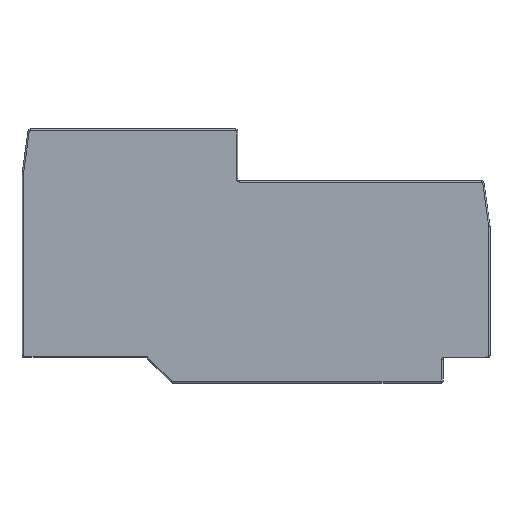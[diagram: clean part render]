
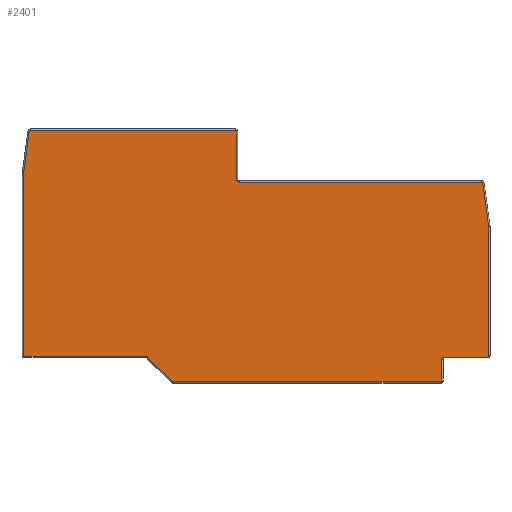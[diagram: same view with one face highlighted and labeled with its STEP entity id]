
A CAD part, top view. The second image highlights one B-rep face of the part: STEP entity #2401.
In plain terms, the highlighted planar face has unit normal (0, 0, 1).
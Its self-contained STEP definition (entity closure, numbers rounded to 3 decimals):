
#571=CARTESIAN_POINT('',(21.1,4.1,1.5));
#592=DIRECTION('',(1.,0.,0.));
#593=VECTOR('',#592,0.2);
#594=CARTESIAN_POINT('',(27.85,4.3,1.5));
#595=LINE('',#594,#593);
#596=DIRECTION('',(0.,-1.,0.));
#597=VECTOR('',#596,0.2);
#598=CARTESIAN_POINT('',(27.85,4.3,1.5));
#599=LINE('',#598,#597);
#600=DIRECTION('',(-1.,0.,0.));
#601=VECTOR('',#600,6.75);
#602=CARTESIAN_POINT('',(27.85,4.1,1.5));
#603=LINE('',#602,#601);
#604=CARTESIAN_POINT('',(21.5,3.8,1.5));
#605=DIRECTION('',(0.,0.,-1.));
#606=DIRECTION('',(-1.,0.,0.));
#607=AXIS2_PLACEMENT_3D('',#604,#605,#606);
#609=DIRECTION('',(0.,1.,0.));
#610=VECTOR('',#609,3.3);
#611=CARTESIAN_POINT('',(21.,0.5,1.5));
#612=LINE('',#611,#610);
#613=CARTESIAN_POINT('',(20.9,0.5,1.5));
#614=DIRECTION('',(0.,0.,1.));
#615=DIRECTION('',(0.,-1.,0.));
#616=AXIS2_PLACEMENT_3D('',#613,#614,#615);
#618=DIRECTION('',(1.,0.,0.));
#619=VECTOR('',#618,40.9);
#620=CARTESIAN_POINT('',(-20.,0.4,1.5));
#621=LINE('',#620,#619);
#622=CARTESIAN_POINT('',(-20.,0.5,1.5));
#623=DIRECTION('',(0.,0.,1.));
#624=DIRECTION('',(-0.707,-0.707,0.));
#625=AXIS2_PLACEMENT_3D('',#622,#623,#624);
#627=DIRECTION('',(0.707,-0.707,0.));
#628=VECTOR('',#627,5.267);
#629=CARTESIAN_POINT('',(-23.795,4.154,1.5));
#630=LINE('',#629,#628);
#631=CARTESIAN_POINT('',(-24.149,3.8,1.5));
#632=DIRECTION('',(0.,0.,-1.));
#633=DIRECTION('',(0.,1.,0.));
#634=AXIS2_PLACEMENT_3D('',#631,#632,#633);
#636=DIRECTION('',(1.,0.,0.));
#637=VECTOR('',#636,18.501);
#638=CARTESIAN_POINT('',(-42.65,4.3,1.5));
#639=LINE('',#638,#637);
#640=CARTESIAN_POINT('',(-42.65,4.4,1.5));
#641=DIRECTION('',(0.,0.,1.));
#642=DIRECTION('',(-1.,0.,0.));
#643=AXIS2_PLACEMENT_3D('',#640,#641,#642);
#645=DIRECTION('',(0.,-1.,0.));
#646=VECTOR('',#645,27.6);
#647=CARTESIAN_POINT('',(-42.75,32.,1.5));
#648=LINE('',#647,#646);
#649=CARTESIAN_POINT('',(-42.65,32.,1.5));
#650=DIRECTION('',(0.,0.,1.));
#651=DIRECTION('',(-0.99,0.139,0.));
#652=AXIS2_PLACEMENT_3D('',#649,#650,#651);
#654=DIRECTION('',(-0.139,-0.99,0.));
#655=VECTOR('',#654,6.665);
#656=CARTESIAN_POINT('',(-41.821,38.614,1.5));
#657=LINE('',#656,#655);
#658=CARTESIAN_POINT('',(-41.722,38.6,1.5));
#659=DIRECTION('',(0.,0.,1.));
#660=DIRECTION('',(0.,1.,0.));
#661=AXIS2_PLACEMENT_3D('',#658,#659,#660);
#663=DIRECTION('',(-1.,0.,0.));
#664=VECTOR('',#663,31.322);
#665=CARTESIAN_POINT('',(-10.4,38.7,1.5));
#666=LINE('',#665,#664);
#667=CARTESIAN_POINT('',(-10.4,38.6,1.5));
#668=DIRECTION('',(0.,0.,1.));
#669=DIRECTION('',(1.,0.,0.));
#670=AXIS2_PLACEMENT_3D('',#667,#668,#669);
#672=DIRECTION('',(0.,1.,0.));
#673=VECTOR('',#672,7.3);
#674=CARTESIAN_POINT('',(-10.3,31.3,1.5));
#675=LINE('',#674,#673);
#676=CARTESIAN_POINT('',(-9.8,31.3,1.5));
#677=DIRECTION('',(0.,0.,-1.));
#678=DIRECTION('',(0.,-1.,0.));
#679=AXIS2_PLACEMENT_3D('',#676,#677,#678);
#681=DIRECTION('',(-1.,0.,0.));
#682=VECTOR('',#681,36.922);
#683=CARTESIAN_POINT('',(27.122,30.8,1.5));
#684=LINE('',#683,#682);
#685=CARTESIAN_POINT('',(27.122,30.7,1.5));
#686=DIRECTION('',(0.,0.,1.));
#687=DIRECTION('',(0.99,0.139,0.));
#688=AXIS2_PLACEMENT_3D('',#685,#686,#687);
#690=DIRECTION('',(-0.139,0.99,0.));
#691=VECTOR('',#690,6.665);
#692=CARTESIAN_POINT('',(28.149,24.114,1.5));
#693=LINE('',#692,#691);
#694=CARTESIAN_POINT('',(28.05,24.1,1.5));
#695=DIRECTION('',(0.,0.,1.));
#696=DIRECTION('',(1.,0.,0.));
#697=AXIS2_PLACEMENT_3D('',#694,#695,#696);
#699=DIRECTION('',(0.,1.,0.));
#700=VECTOR('',#699,19.7);
#701=CARTESIAN_POINT('',(28.15,4.4,1.5));
#702=LINE('',#701,#700);
#703=CARTESIAN_POINT('',(28.05,4.4,1.5));
#704=DIRECTION('',(0.,0.,1.));
#705=DIRECTION('',(0.,-1.,0.));
#706=AXIS2_PLACEMENT_3D('',#703,#704,#705);
#1261=CARTESIAN_POINT('',(28.05,4.3,1.5));
#1262=CARTESIAN_POINT('',(28.15,4.4,1.5));
#1263=VERTEX_POINT('',#1261);
#1264=VERTEX_POINT('',#1262);
#1269=CARTESIAN_POINT('',(28.15,24.1,1.5));
#1270=VERTEX_POINT('',#1269);
#1273=CARTESIAN_POINT('',(28.149,24.114,1.5));
#1274=VERTEX_POINT('',#1273);
#1277=CARTESIAN_POINT('',(27.221,30.714,1.5));
#1278=VERTEX_POINT('',#1277);
#1281=CARTESIAN_POINT('',(27.122,30.8,1.5));
#1282=VERTEX_POINT('',#1281);
#1285=CARTESIAN_POINT('',(-9.8,30.8,1.5));
#1286=VERTEX_POINT('',#1285);
#1289=CARTESIAN_POINT('',(-10.3,31.3,1.5));
#1290=VERTEX_POINT('',#1289);
#1293=CARTESIAN_POINT('',(-10.3,38.6,1.5));
#1294=VERTEX_POINT('',#1293);
#1297=CARTESIAN_POINT('',(-10.4,38.7,1.5));
#1298=CARTESIAN_POINT('',(-41.722,38.7,1.5));
#1299=VERTEX_POINT('',#1297);
#1300=VERTEX_POINT('',#1298);
#1305=CARTESIAN_POINT('',(-41.821,38.614,1.5));
#1306=VERTEX_POINT('',#1305);
#1309=CARTESIAN_POINT('',(-42.749,32.014,1.5));
#1310=VERTEX_POINT('',#1309);
#1313=CARTESIAN_POINT('',(-42.75,32.,1.5));
#1314=CARTESIAN_POINT('',(-42.75,4.4,1.5));
#1315=VERTEX_POINT('',#1313);
#1316=VERTEX_POINT('',#1314);
#1321=CARTESIAN_POINT('',(-42.65,4.3,1.5));
#1322=VERTEX_POINT('',#1321);
#1325=CARTESIAN_POINT('',(-24.149,4.3,1.5));
#1326=VERTEX_POINT('',#1325);
#1329=CARTESIAN_POINT('',(-23.795,4.154,1.5));
#1330=VERTEX_POINT('',#1329);
#1333=CARTESIAN_POINT('',(-20.071,0.429,1.5));
#1334=VERTEX_POINT('',#1333);
#1337=CARTESIAN_POINT('',(-20.,0.4,1.5));
#1338=VERTEX_POINT('',#1337);
#1341=CARTESIAN_POINT('',(20.9,0.4,1.5));
#1342=VERTEX_POINT('',#1341);
#1345=CARTESIAN_POINT('',(21.,0.5,1.5));
#1346=VERTEX_POINT('',#1345);
#1349=CARTESIAN_POINT('',(21.,3.8,1.5));
#1350=VERTEX_POINT('',#1349);
#1415=CARTESIAN_POINT('',(27.85,4.3,1.5));
#1417=VERTEX_POINT('',#1415);
#1419=VERTEX_POINT('',#571);
#1421=CARTESIAN_POINT('',(27.85,4.1,1.5));
#1422=VERTEX_POINT('',#1421);
#2345=CARTESIAN_POINT('',(0.,0.,1.5));
#2346=DIRECTION('',(0.,0.,1.));
#2347=DIRECTION('',(1.,0.,0.));
#2348=AXIS2_PLACEMENT_3D('',#2345,#2346,#2347);
#2349=PLANE('',#2348);
#2351=ORIENTED_EDGE('',*,*,#2350,.F.);
#2353=ORIENTED_EDGE('',*,*,#2352,.T.);
#2354=ORIENTED_EDGE('',*,*,#2290,.T.);
#2355=ORIENTED_EDGE('',*,*,#2325,.F.);
#2356=ORIENTED_EDGE('',*,*,#2335,.F.);
#2358=ORIENTED_EDGE('',*,*,#2357,.F.);
#2360=ORIENTED_EDGE('',*,*,#2359,.F.);
#2362=ORIENTED_EDGE('',*,*,#2361,.F.);
#2364=ORIENTED_EDGE('',*,*,#2363,.F.);
#2366=ORIENTED_EDGE('',*,*,#2365,.F.);
#2368=ORIENTED_EDGE('',*,*,#2367,.F.);
#2370=ORIENTED_EDGE('',*,*,#2369,.F.);
#2372=ORIENTED_EDGE('',*,*,#2371,.F.);
#2374=ORIENTED_EDGE('',*,*,#2373,.F.);
#2376=ORIENTED_EDGE('',*,*,#2375,.F.);
#2378=ORIENTED_EDGE('',*,*,#2377,.F.);
#2380=ORIENTED_EDGE('',*,*,#2379,.F.);
#2382=ORIENTED_EDGE('',*,*,#2381,.F.);
#2384=ORIENTED_EDGE('',*,*,#2383,.F.);
#2386=ORIENTED_EDGE('',*,*,#2385,.F.);
#2388=ORIENTED_EDGE('',*,*,#2387,.F.);
#2390=ORIENTED_EDGE('',*,*,#2389,.F.);
#2392=ORIENTED_EDGE('',*,*,#2391,.F.);
#2394=ORIENTED_EDGE('',*,*,#2393,.F.);
#2396=ORIENTED_EDGE('',*,*,#2395,.F.);
#2398=ORIENTED_EDGE('',*,*,#2397,.F.);
#2399=EDGE_LOOP('',(#2351,#2353,#2354,#2355,#2356,#2358,#2360,#2362,#2364,#2366,
#2368,#2370,#2372,#2374,#2376,#2378,#2380,#2382,#2384,#2386,#2388,#2390,#2392,
#2394,#2396,#2398));
#2400=FACE_OUTER_BOUND('',#2399,.F.);
#2401=ADVANCED_FACE('',(#2400),#2349,.T.);
#608=CIRCLE('',#607,0.5);
#617=CIRCLE('',#616,0.1);
#626=CIRCLE('',#625,0.1);
#635=CIRCLE('',#634,0.5);
#644=CIRCLE('',#643,0.1);
#653=CIRCLE('',#652,0.1);
#662=CIRCLE('',#661,0.1);
#671=CIRCLE('',#670,0.1);
#680=CIRCLE('',#679,0.5);
#689=CIRCLE('',#688,0.1);
#698=CIRCLE('',#697,0.1);
#707=CIRCLE('',#706,0.1);
#2290=EDGE_CURVE('',#1422,#1419,#603,.T.);
#2325=EDGE_CURVE('',#1350,#1419,#608,.T.);
#2335=EDGE_CURVE('',#1346,#1350,#612,.T.);
#2350=EDGE_CURVE('',#1417,#1263,#595,.T.);
#2352=EDGE_CURVE('',#1417,#1422,#599,.T.);
#2357=EDGE_CURVE('',#1342,#1346,#617,.T.);
#2359=EDGE_CURVE('',#1338,#1342,#621,.T.);
#2361=EDGE_CURVE('',#1334,#1338,#626,.T.);
#2363=EDGE_CURVE('',#1330,#1334,#630,.T.);
#2365=EDGE_CURVE('',#1326,#1330,#635,.T.);
#2367=EDGE_CURVE('',#1322,#1326,#639,.T.);
#2369=EDGE_CURVE('',#1316,#1322,#644,.T.);
#2371=EDGE_CURVE('',#1315,#1316,#648,.T.);
#2373=EDGE_CURVE('',#1310,#1315,#653,.T.);
#2375=EDGE_CURVE('',#1306,#1310,#657,.T.);
#2377=EDGE_CURVE('',#1300,#1306,#662,.T.);
#2379=EDGE_CURVE('',#1299,#1300,#666,.T.);
#2381=EDGE_CURVE('',#1294,#1299,#671,.T.);
#2383=EDGE_CURVE('',#1290,#1294,#675,.T.);
#2385=EDGE_CURVE('',#1286,#1290,#680,.T.);
#2387=EDGE_CURVE('',#1282,#1286,#684,.T.);
#2389=EDGE_CURVE('',#1278,#1282,#689,.T.);
#2391=EDGE_CURVE('',#1274,#1278,#693,.T.);
#2393=EDGE_CURVE('',#1270,#1274,#698,.T.);
#2395=EDGE_CURVE('',#1264,#1270,#702,.T.);
#2397=EDGE_CURVE('',#1263,#1264,#707,.T.);
